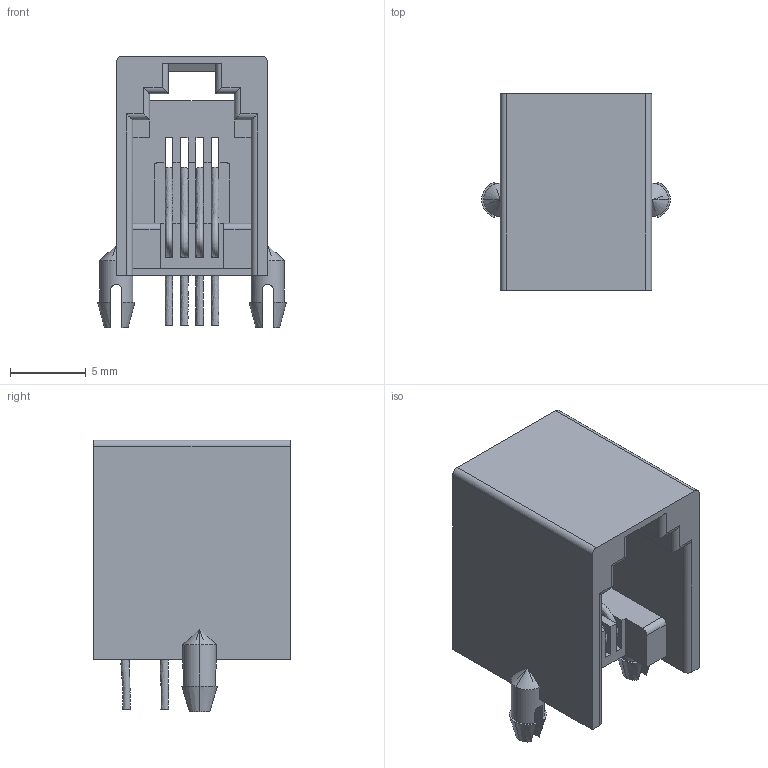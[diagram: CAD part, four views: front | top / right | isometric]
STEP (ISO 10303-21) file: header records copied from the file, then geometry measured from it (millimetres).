
FILE_DESCRIPTION(('STEP AP214'),'1');
FILE_NAME('65853.stp','2017-04-15T19:05:00',('TraceParts'),('TraceParts S.A.'),'Spatial InterOp 3D',' ',' ');
FILE_SCHEMA(('automotive_design'));
Length unit declared in the file: millimetre
Products named in the file (5): 65853_1; 65853_2; 65853_3; 65853_4; 65853_5
Bounding box: 12.46 x 13 x 17.95 mm (x, y, z)
Volume: 817.5 mm3; surface area: 1836.9 mm2
Topology: 5 solids, 5 shells, 170 faces, 543 edges, 358 vertices
Faces by surface type: plane 126, cylinder 28, cone 12, bspline 4
Entity records: 11441 total; most frequent: CARTESIAN_POINT 5168, ORIENTED_EDGE 1078, DIRECTION 943, EDGE_CURVE 539, LINE 437, VECTOR 437, VERTEX_POINT 358, AXIS2_PLACEMENT_3D 253
